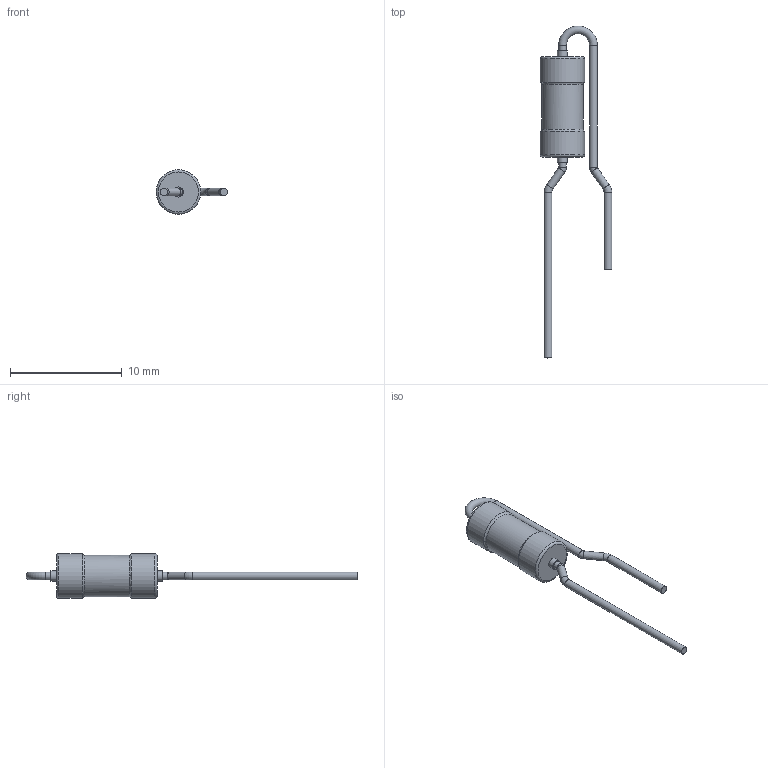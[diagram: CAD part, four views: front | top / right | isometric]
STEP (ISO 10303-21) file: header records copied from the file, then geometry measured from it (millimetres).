
FILE_DESCRIPTION(/* description */ (''),/* implementation_level */ '2;1');
FILE_NAME(/* name */ 'VR 3700000XX.stp',/* time_stamp */ '2020-09-03T15:50:27+05:00',/* author */ ('vmayanale'),/* organization */ (''),/* preprocessor_version */ 'ST-DEVELOPER v17',/* originating_system */ 'Autodesk Inventor 2019',/* authorisation */ '');
FILE_SCHEMA (('AUTOMOTIVE_DESIGN { 1 0 10303 214 3 1 1 }'));
Length unit declared in the file: millimetre
Products named in the file (1): Redial VR 37
Bounding box: 6.42 x 29.73 x 4 mm (x, y, z)
Volume: 122.4 mm3; surface area: 251.2 mm2
Topology: 1 solids, 2 shells, 33 faces, 71 edges, 46 vertices
Faces by surface type: cylinder 14, plane 8, torus 7, bspline 4
Full cylindrical faces by diameter (mm): 0.7 x7, 0.9 x2, 3.702 x1, 4 x2
Entity records: 1139 total; most frequent: CARTESIAN_POINT 331, DIRECTION 176, ORIENTED_EDGE 142, AXIS2_PLACEMENT_3D 81, EDGE_CURVE 71, CIRCLE 51, VERTEX_POINT 46, EDGE_LOOP 37
